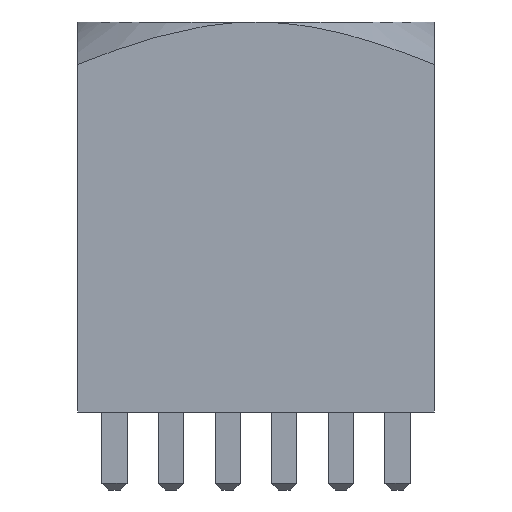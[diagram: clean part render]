
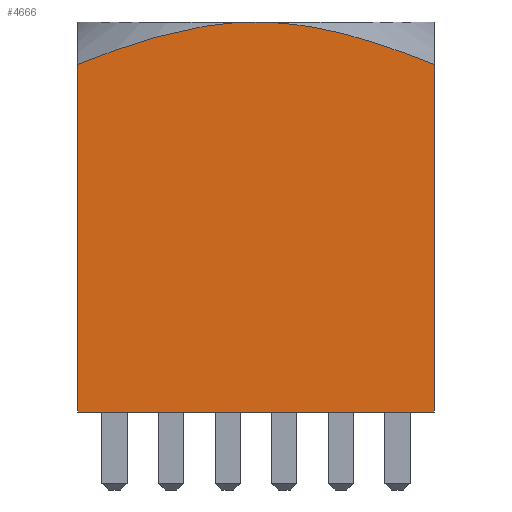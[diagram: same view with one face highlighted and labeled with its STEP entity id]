
A CAD part, left-side view. The second image highlights one B-rep face of the part: STEP entity #4666.
In plain terms, the highlighted planar face has unit normal (-1, 0, 0).
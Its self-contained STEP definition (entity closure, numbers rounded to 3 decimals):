
#19 = EDGE_CURVE ( 'NONE', #1811, #4848, #3113, .T. ) ;
#556 = CARTESIAN_POINT ( 'NONE',  ( -8., -0.345, 17.5 ) ) ;
#558 = CARTESIAN_POINT ( 'NONE',  ( -8., 8., 15.587 ) ) ;
#559 = LINE ( 'NONE', #574, #2224 ) ;
#561 = CARTESIAN_POINT ( 'NONE',  ( -8., 7.361, 15.848 ) ) ;
#563 = CARTESIAN_POINT ( 'NONE',  ( -8., 6.715, 16.096 ) ) ;
#565 = CARTESIAN_POINT ( 'NONE',  ( -8., 5.405, 16.553 ) ) ;
#567 = CARTESIAN_POINT ( 'NONE',  ( -8., 4.742, 16.76 ) ) ;
#569 = CARTESIAN_POINT ( 'NONE',  ( -8., 2.743, 17.284 ) ) ;
#570 = CARTESIAN_POINT ( 'NONE',  ( -8., 1.389, 17.5 ) ) ;
#572 = CARTESIAN_POINT ( 'NONE',  ( -8., 0., 17.5 ) ) ;
#574 = CARTESIAN_POINT ( 'NONE',  ( -8., 8., 17.5 ) ) ;
#576 = CARTESIAN_POINT ( 'NONE',  ( -8., 0., 17.5 ) ) ;
#579 = DIRECTION ( 'NONE',  ( 0., 0., -1. ) ) ;
#581 = LINE ( 'NONE', #584, #2222 ) ;
#584 = CARTESIAN_POINT ( 'NONE',  ( -8., -8., 17.5 ) ) ;
#586 = DIRECTION ( 'NONE',  ( 0., 0., -1. ) ) ;
#592 = CARTESIAN_POINT ( 'NONE',  ( -8., -0.693, 17.487 ) ) ;
#594 = CARTESIAN_POINT ( 'NONE',  ( -8., -1.384, 17.436 ) ) ;
#596 = CARTESIAN_POINT ( 'NONE',  ( -8., -1.728, 17.397 ) ) ;
#598 = CARTESIAN_POINT ( 'NONE',  ( -8., -2.75, 17.25 ) ) ;
#599 = CARTESIAN_POINT ( 'NONE',  ( -8., -3.422, 17.107 ) ) ;
#601 = CARTESIAN_POINT ( 'NONE',  ( -8., -4.752, 16.758 ) ) ;
#603 = CARTESIAN_POINT ( 'NONE',  ( -8., -5.411, 16.551 ) ) ;
#605 = CARTESIAN_POINT ( 'NONE',  ( -8., -6.717, 16.095 ) ) ;
#607 = CARTESIAN_POINT ( 'NONE',  ( -8., -7.362, 15.847 ) ) ;
#609 = CARTESIAN_POINT ( 'NONE',  ( -8., -8., 15.587 ) ) ;
#1079 = AXIS2_PLACEMENT_3D ( 'NONE', #3469, #3480, #3481 ) ;
#1811 = VERTEX_POINT ( 'NONE', #2615 ) ;
#1998 = ORIENTED_EDGE ( 'NONE', *, *, #2063, .F. ) ;
#1999 = ORIENTED_EDGE ( 'NONE', *, *, #2064, .T. ) ;
#2000 = ORIENTED_EDGE ( 'NONE', *, *, #19, .T. ) ;
#2001 = ORIENTED_EDGE ( 'NONE', *, *, #2065, .F. ) ;
#2002 = ORIENTED_EDGE ( 'NONE', *, *, #2066, .F. ) ;
#2063 = EDGE_CURVE ( 'NONE', #4845, #4844, #2193, .T. ) ;
#2064 = EDGE_CURVE ( 'NONE', #4845, #1811, #559, .T. ) ;
#2065 = EDGE_CURVE ( 'NONE', #4826, #4848, #581, .T. ) ;
#2066 = EDGE_CURVE ( 'NONE', #4844, #4826, #2195, .T. ) ;
#2163 = EDGE_LOOP ( 'NONE', ( #1998, #1999, #2000, #2001, #2002 ) ) ;
#2193 = B_SPLINE_CURVE_WITH_KNOTS ( 'NONE', 3,
 ( #558, #561, #563, #565, #567, #569, #570, #572 ),
 .UNSPECIFIED., .F., .F.,
 ( 4, 2, 2, 4 ),
 ( 0.021, 0.023, 0.025, 0.029 ),
 .UNSPECIFIED. ) ;
#2195 = B_SPLINE_CURVE_WITH_KNOTS ( 'NONE', 3,
 ( #576, #556, #592, #594, #596, #598, #599, #601, #603, #605, #607, #609 ),
 .UNSPECIFIED., .F., .F.,
 ( 4, 2, 2, 2, 2, 4 ),
 ( 0.029, 0.03, 0.031, 0.033, 0.035, 0.037 ),
 .UNSPECIFIED. ) ;
#2222 = VECTOR ( 'NONE', #586, 1000. ) ;
#2224 = VECTOR ( 'NONE', #579, 1000. ) ;
#2615 = CARTESIAN_POINT ( 'NONE',  ( -8., 8., 0. ) ) ;
#2927 = VECTOR ( 'NONE', #3123, 1000. ) ;
#3113 = LINE ( 'NONE', #3121, #2927 ) ;
#3121 = CARTESIAN_POINT ( 'NONE',  ( -8., 8., 0. ) ) ;
#3123 = DIRECTION ( 'NONE',  ( 0., -1., 0. ) ) ;
#3469 = CARTESIAN_POINT ( 'NONE',  ( -8., 8., 17.5 ) ) ;
#3477 = FACE_OUTER_BOUND ( 'NONE', #2163, .T. ) ;
#3478 = PLANE ( 'NONE',  #1079 ) ;
#3480 = DIRECTION ( 'NONE',  ( 1., 0., 0. ) ) ;
#3481 = DIRECTION ( 'NONE',  ( 0., 0., -1. ) ) ;
#3939 = CARTESIAN_POINT ( 'NONE',  ( -8., -8., 15.587 ) ) ;
#4000 = CARTESIAN_POINT ( 'NONE',  ( -8., 0., 17.5 ) ) ;
#4002 = CARTESIAN_POINT ( 'NONE',  ( -8., 8., 15.587 ) ) ;
#4007 = CARTESIAN_POINT ( 'NONE',  ( -8., -8., 0. ) ) ;
#4666 = ADVANCED_FACE ( 'NONE', ( #3477 ), #3478, .F. ) ;
#4826 = VERTEX_POINT ( 'NONE', #3939 ) ;
#4844 = VERTEX_POINT ( 'NONE', #4000 ) ;
#4845 = VERTEX_POINT ( 'NONE', #4002 ) ;
#4848 = VERTEX_POINT ( 'NONE', #4007 ) ;
